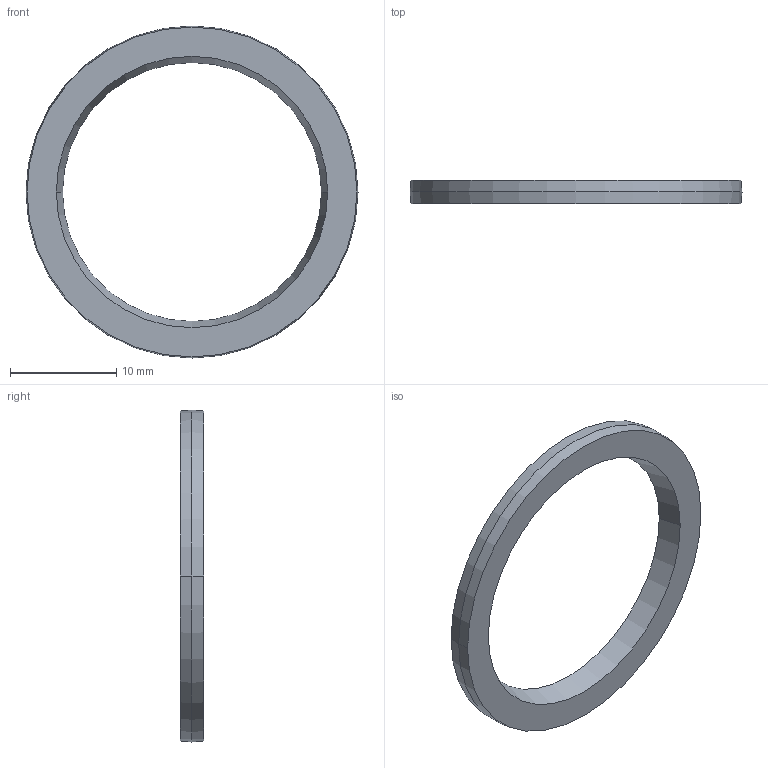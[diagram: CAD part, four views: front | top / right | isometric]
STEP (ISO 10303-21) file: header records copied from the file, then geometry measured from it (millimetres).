
FILE_DESCRIPTION((''),'2;1');
FILE_NAME('2030016','2012-08-14T',('AndreasKeweloh'),(''),'PRO/ENGINEER BY PARAMETRIC TECHNOLOGY CORPORATION, 2012130','PRO/ENGINEER BY PARAMETRIC TECHNOLOGY CORPORATION, 2012130','');
FILE_SCHEMA(('CONFIG_CONTROL_DESIGN'));
Length unit declared in the file: millimetre
Products named in the file (1): 2030016
Bounding box: 31.3 x 2.2 x 31.3 mm (x, y, z)
Volume: 602.3 mm3; surface area: 933.1 mm2
Topology: 1 solids, 1 shells, 8 faces, 16 edges, 10 vertices
Faces by surface type: cone 6, plane 2
Entity records: 256 total; most frequent: DIRECTION 42, CARTESIAN_POINT 34, ORIENTED_EDGE 32, AXIS2_PLACEMENT_3D 18, EDGE_CURVE 16, VERTEX_POINT 10, EDGE_LOOP 10, CIRCLE 10
